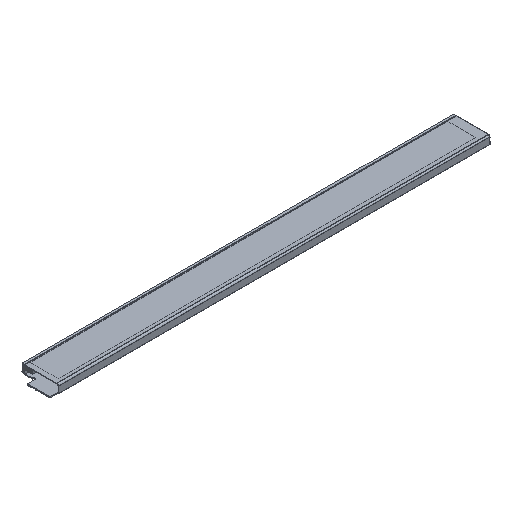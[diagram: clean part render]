
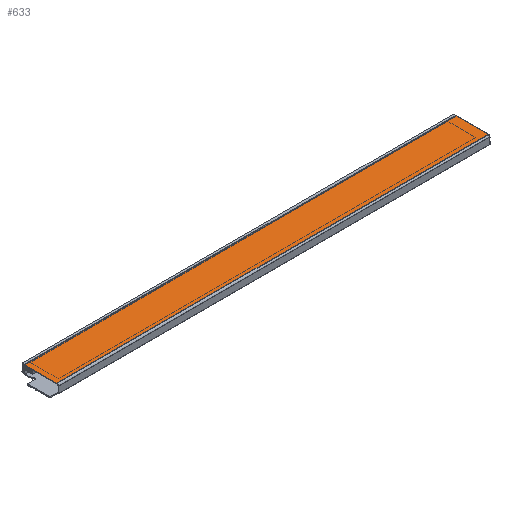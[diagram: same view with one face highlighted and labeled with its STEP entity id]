
A CAD part, isometric view. The second image highlights one B-rep face of the part: STEP entity #633.
In plain terms, the highlighted planar face has unit normal (0, 0, 1).
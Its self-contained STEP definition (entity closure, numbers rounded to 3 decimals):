
#109 = VERTEX_POINT ( 'NONE', #1062 ) ;
#127 = LINE ( 'NONE', #1739, #897 ) ;
#210 = DIRECTION ( 'NONE',  ( 1., 0., 0. ) ) ;
#258 = LINE ( 'NONE', #725, #911 ) ;
#340 = VECTOR ( 'NONE', #210, 1000. ) ;
#451 = CARTESIAN_POINT ( 'NONE',  ( -2., 13.4, 0. ) ) ;
#529 = CARTESIAN_POINT ( 'NONE',  ( 169.1, 0.7, 0. ) ) ;
#592 = CARTESIAN_POINT ( 'NONE',  ( -2., 0.7, 0. ) ) ;
#633 = ADVANCED_FACE ( 'NONE', ( #1573 ), #666, .F. ) ;
#654 = EDGE_CURVE ( 'NONE', #899, #109, #127, .T. ) ;
#666 = PLANE ( 'NONE',  #2125 ) ;
#705 = ORIENTED_EDGE ( 'NONE', *, *, #982, .T. ) ;
#725 = CARTESIAN_POINT ( 'NONE',  ( -2., 13.4, 0. ) ) ;
#842 = CARTESIAN_POINT ( 'NONE',  ( 0., 0., 0. ) ) ;
#864 = CARTESIAN_POINT ( 'NONE',  ( -2., 0.7, 0. ) ) ;
#897 = VECTOR ( 'NONE', #1188, 1000. ) ;
#899 = VERTEX_POINT ( 'NONE', #529 ) ;
#902 = CARTESIAN_POINT ( 'NONE',  ( -2., 0., 0. ) ) ;
#911 = VECTOR ( 'NONE', #2155, 1000. ) ;
#929 = ORIENTED_EDGE ( 'NONE', *, *, #654, .T. ) ;
#982 = EDGE_CURVE ( 'NONE', #109, #1629, #258, .T. ) ;
#1008 = ORIENTED_EDGE ( 'NONE', *, *, #1522, .T. ) ;
#1062 = CARTESIAN_POINT ( 'NONE',  ( 169.1, 13.4, 0. ) ) ;
#1074 = ORIENTED_EDGE ( 'NONE', *, *, #2260, .T. ) ;
#1119 = VECTOR ( 'NONE', #1981, 1000. ) ;
#1188 = DIRECTION ( 'NONE',  ( 0., 1., 0. ) ) ;
#1233 = DIRECTION ( 'NONE',  ( 0., 0., -1. ) ) ;
#1300 = EDGE_LOOP ( 'NONE', ( #1008, #929, #705, #1074 ) ) ;
#1522 = EDGE_CURVE ( 'NONE', #2221, #899, #2213, .T. ) ;
#1573 = FACE_OUTER_BOUND ( 'NONE', #1300, .T. ) ;
#1629 = VERTEX_POINT ( 'NONE', #451 ) ;
#1739 = CARTESIAN_POINT ( 'NONE',  ( 169.1, 0., 0. ) ) ;
#1879 = LINE ( 'NONE', #902, #1119 ) ;
#1981 = DIRECTION ( 'NONE',  ( 0., -1., 0. ) ) ;
#2125 = AXIS2_PLACEMENT_3D ( 'NONE', #842, #1233, #2147 ) ;
#2147 = DIRECTION ( 'NONE',  ( -1., 0., 0. ) ) ;
#2155 = DIRECTION ( 'NONE',  ( -1., 0., 0. ) ) ;
#2213 = LINE ( 'NONE', #864, #340 ) ;
#2221 = VERTEX_POINT ( 'NONE', #592 ) ;
#2260 = EDGE_CURVE ( 'NONE', #1629, #2221, #1879, .T. ) ;
